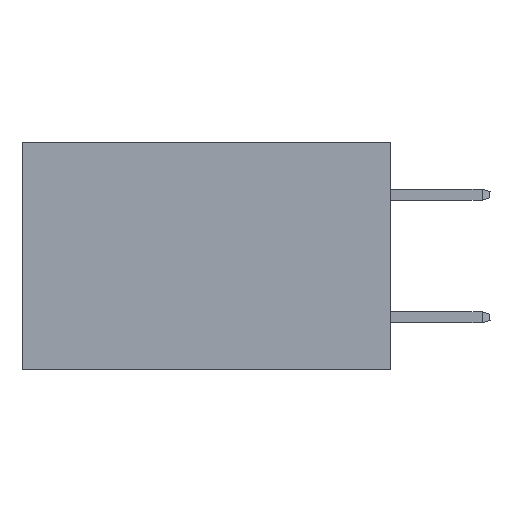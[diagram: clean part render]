
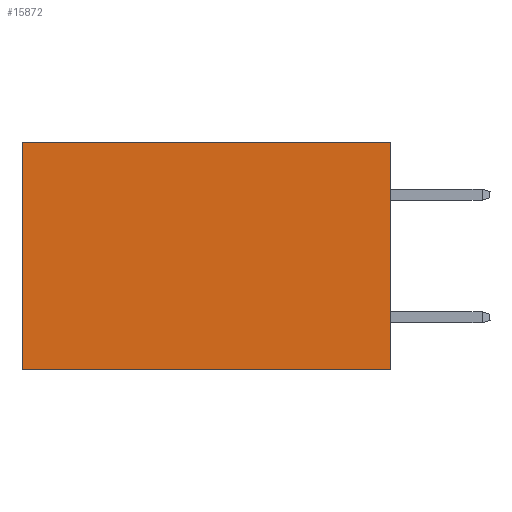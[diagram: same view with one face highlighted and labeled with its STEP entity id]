
A CAD part, left-side view. The second image highlights one B-rep face of the part: STEP entity #15872.
In plain terms, the highlighted planar face has unit normal (-1, 0, 0).
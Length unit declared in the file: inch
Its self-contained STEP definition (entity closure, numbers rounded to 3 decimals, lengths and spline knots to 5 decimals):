
#1550 = EDGE_CURVE ( 'NONE', #4476, #24526, #30613, .T. ) ;
#2416 = VECTOR ( 'NONE', #34233, 39.37008 ) ;
#2921 = LINE ( 'NONE', #9718, #2416 ) ;
#3605 = LINE ( 'NONE', #6467, #36493 ) ;
#4476 = VERTEX_POINT ( 'NONE', #8075 ) ;
#4800 = EDGE_CURVE ( 'NONE', #37019, #39686, #2921, .T. ) ;
#6339 = CARTESIAN_POINT ( 'NONE',  ( 0.2875, 0., 0. ) ) ;
#6467 = CARTESIAN_POINT ( 'NONE',  ( 0.2875, 0., -0.37 ) ) ;
#8075 = CARTESIAN_POINT ( 'NONE',  ( 0.2875, 0., 0. ) ) ;
#9718 = CARTESIAN_POINT ( 'NONE',  ( 0.2875, 0.6, 0. ) ) ;
#13511 = ORIENTED_EDGE ( 'NONE', *, *, #1550, .F. ) ;
#15359 = VECTOR ( 'NONE', #33100, 39.37008 ) ;
#15872 = ADVANCED_FACE ( 'NONE', ( #24863 ), #19754, .F. ) ;
#16725 = ORIENTED_EDGE ( 'NONE', *, *, #22668, .T. ) ;
#19754 = PLANE ( 'NONE',  #24653 ) ;
#20729 = CARTESIAN_POINT ( 'NONE',  ( 0.2875, 0.6, -0.37 ) ) ;
#22231 = DIRECTION ( 'NONE',  ( 0., 0., -1. ) ) ;
#22668 = EDGE_CURVE ( 'NONE', #4476, #37019, #24628, .T. ) ;
#22766 = CARTESIAN_POINT ( 'NONE',  ( 0.2875, 0.6, 0. ) ) ;
#23240 = EDGE_LOOP ( 'NONE', ( #29754, #36783, #13511, #16725 ) ) ;
#24526 = VERTEX_POINT ( 'NONE', #26258 ) ;
#24628 = LINE ( 'NONE', #33511, #15359 ) ;
#24653 = AXIS2_PLACEMENT_3D ( 'NONE', #29054, #32228, #29189 ) ;
#24863 = FACE_OUTER_BOUND ( 'NONE', #23240, .T. ) ;
#26258 = CARTESIAN_POINT ( 'NONE',  ( 0.2875, 0., -0.37 ) ) ;
#28394 = DIRECTION ( 'NONE',  ( 0., 1., 0. ) ) ;
#29054 = CARTESIAN_POINT ( 'NONE',  ( 0.2875, 0., 0. ) ) ;
#29189 = DIRECTION ( 'NONE',  ( 0., 0., -1. ) ) ;
#29754 = ORIENTED_EDGE ( 'NONE', *, *, #4800, .T. ) ;
#30613 = LINE ( 'NONE', #6339, #34048 ) ;
#32228 = DIRECTION ( 'NONE',  ( 1., 0., 0. ) ) ;
#33100 = DIRECTION ( 'NONE',  ( 0., 1., 0. ) ) ;
#33511 = CARTESIAN_POINT ( 'NONE',  ( 0.2875, 0., 0. ) ) ;
#34048 = VECTOR ( 'NONE', #22231, 39.37008 ) ;
#34233 = DIRECTION ( 'NONE',  ( 0., 0., -1. ) ) ;
#36493 = VECTOR ( 'NONE', #28394, 39.37008 ) ;
#36783 = ORIENTED_EDGE ( 'NONE', *, *, #40056, .F. ) ;
#37019 = VERTEX_POINT ( 'NONE', #22766 ) ;
#39686 = VERTEX_POINT ( 'NONE', #20729 ) ;
#40056 = EDGE_CURVE ( 'NONE', #24526, #39686, #3605, .T. ) ;
